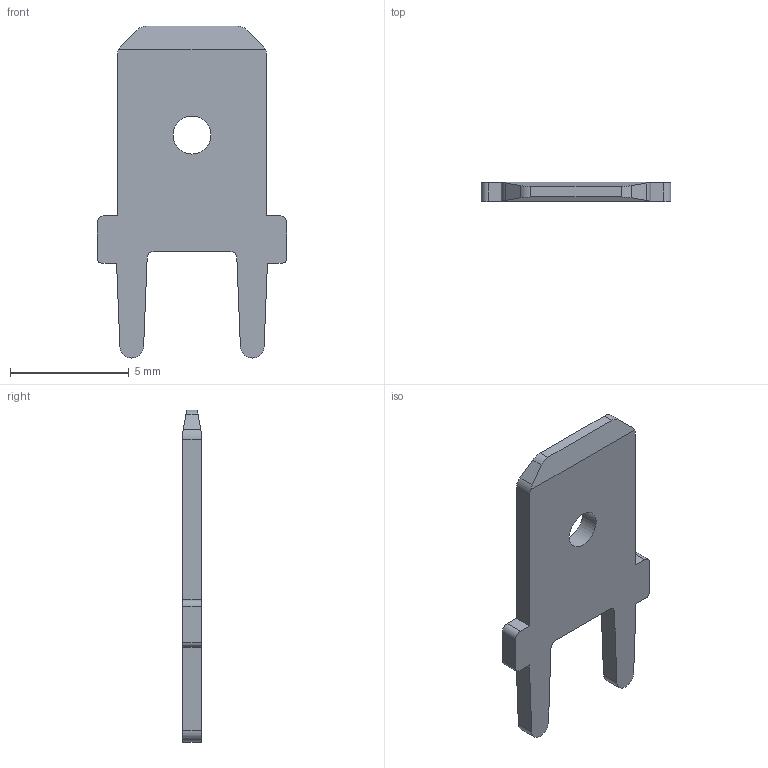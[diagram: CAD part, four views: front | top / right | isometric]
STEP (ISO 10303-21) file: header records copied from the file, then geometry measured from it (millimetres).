
FILE_DESCRIPTION( ( '' ), ' ' );
FILE_NAME( '5b437867fa85210ecd1d4031.step', '2018-07-09T14:59:51', ( '' ), ( '' ), ' ', ' ', ' ' );
FILE_SCHEMA( ( 'AUTOMOTIVE_DESIGN { 1 0 10303 214 1 1 1 1 }' ) );
Length unit declared in the file: metre
Products named in the file (1): Open CASCADE STEP translator 6.8 1
Bounding box: 8 x 0.8 x 14 mm (x, y, z)
Volume: 55.3 mm3; surface area: 182.3 mm2
Topology: 1 solids, 1 shells, 33 faces, 94 edges, 63 vertices
Faces by surface type: plane 20, cylinder 13
Full cylindrical faces by diameter (mm): 1.6 x1
Entity records: 1816 total; most frequent: CARTESIAN_POINT 212, ORIENTED_EDGE 184, DIRECTION 174, STYLED_ITEM 125, PRESENTATION_STYLE_ASSIGNMENT 125, COLOUR_RGB 125, EDGE_CURVE 92, CURVE_STYLE 92
